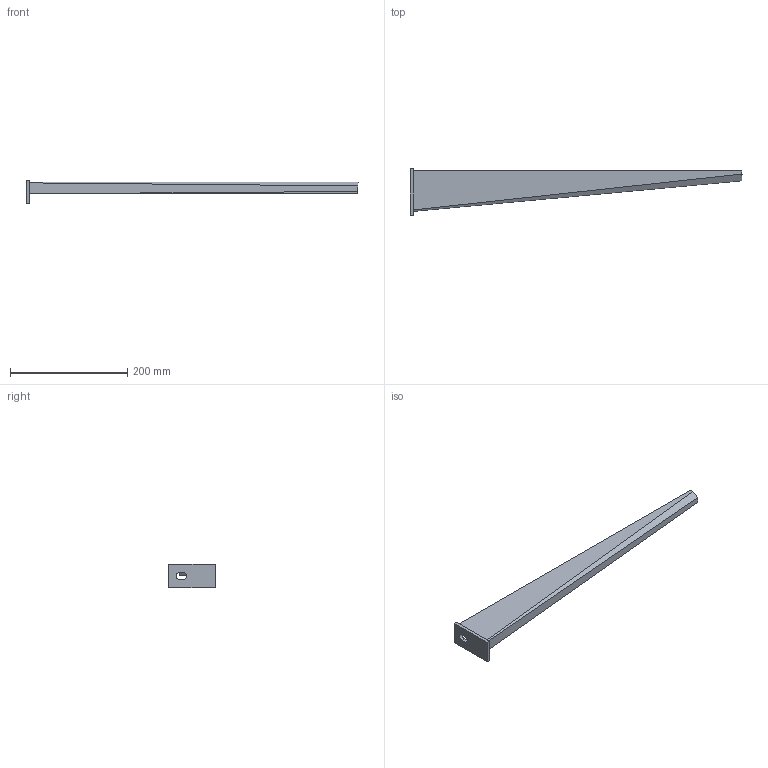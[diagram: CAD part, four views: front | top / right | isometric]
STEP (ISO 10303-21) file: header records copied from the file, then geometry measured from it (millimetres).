
FILE_DESCRIPTION (( 'STEP AP214' ), '1' );
FILE_NAME ('6420796.stp', '2020-09-21T09:00:47', ( '' ), ( '' ), 'SwSTEP 2.0', 'SolidWorks 2020', '' );
FILE_SCHEMA (( 'AUTOMOTIVE_DESIGN' ));
Length unit declared in the file: millimetre
Products named in the file (3): 6420796; KTS 04.020-031_80x40x6; 126753_Standard
Assembly tree (2 placements, depth 2):
  6420796
    126753_Standard
    KTS 04.020-031_80x40x6
Bounding box: 566.05 x 80 x 40 mm (x, y, z)
Volume: 94216.1 mm3; surface area: 91669.5 mm2
Topology: 2 solids, 2 shells, 64 faces, 181 edges, 121 vertices
Faces by surface type: plane 39, cylinder 20, bspline 5
Entity records: 2352 total; most frequent: CARTESIAN_POINT 581, ORIENTED_EDGE 362, DIRECTION 322, EDGE_CURVE 181, VERTEX_POINT 121, VECTOR 114, LINE 114, AXIS2_PLACEMENT_3D 104
